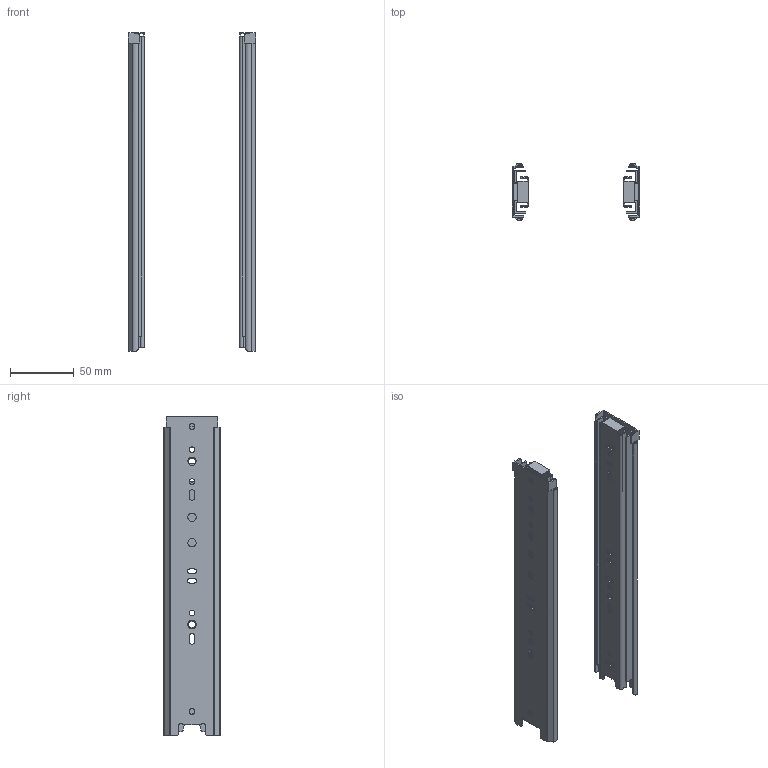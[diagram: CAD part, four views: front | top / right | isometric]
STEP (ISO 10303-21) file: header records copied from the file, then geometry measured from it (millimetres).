
FILE_DESCRIPTION( ( 'STEP AP214' ), '1' );
FILE_NAME( 'K1569.02501000.stp', '2020-12-15T11:25:13', ( 'License CC BY-ND 4.0' ), ( 'CADENAS' ), ' ', 'PARTsolutions', ' ' );
FILE_SCHEMA( ( 'AUTOMOTIVE_DESIGN { 1 0 10303 214 1 1 1 1 }' ) );
Length unit declared in the file: millimetre
Products named in the file (4): K1569.02501000; _k1569_schiene250; _k1569_schiene1250; _k1569_auszug250
Assembly tree (6 placements, depth 2):
  K1569.02501000
    _k1569_schiene250  x2
    _k1569_schiene1250  x2
    _k1569_auszug250  x2
Bounding box: 100 x 44.5 x 250 mm (x, y, z)
Volume: 63012.5 mm3; surface area: 131323.9 mm2
Topology: 6 solids, 6 shells, 378 faces, 1120 edges, 748 vertices
Faces by surface type: plane 226, cylinder 152
Full cylindrical faces by diameter (mm): 4.4 x12, 4.6 x4, 6.4 x8
Entity records: 7926 total; most frequent: CARTESIAN_POINT 1138, DIRECTION 1074, ORIENTED_EDGE 1072, EDGE_CURVE 536, LINE 382, VECTOR 382, VERTEX_POINT 362, AXIS2_PLACEMENT_3D 346
